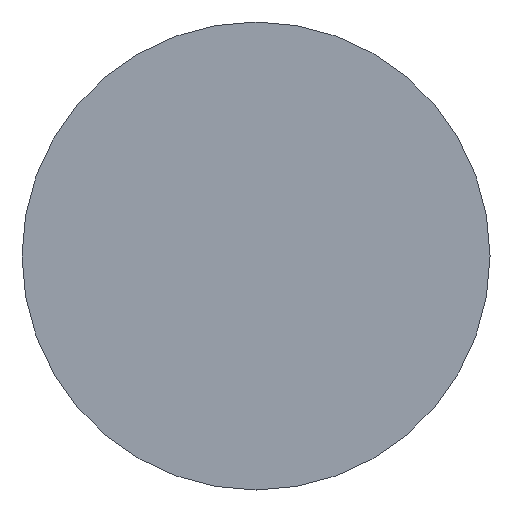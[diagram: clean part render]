
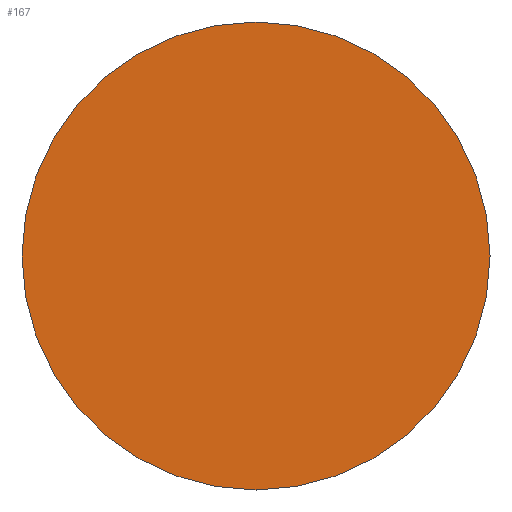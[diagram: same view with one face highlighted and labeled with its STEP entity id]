
A CAD part, front view. The second image highlights one B-rep face of the part: STEP entity #167.
In plain terms, the highlighted planar face has unit normal (0, -1, 0).
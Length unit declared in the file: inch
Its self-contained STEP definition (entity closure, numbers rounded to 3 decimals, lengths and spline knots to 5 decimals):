
#1 = EDGE_CURVE ( 'NONE', #117, #118, #129, .T. ) ;
#3 = CARTESIAN_POINT ( 'NONE',  ( 0., 0., 0. ) ) ;
#16 = DIRECTION ( 'NONE',  ( 0., 0., -1. ) ) ;
#18 = AXIS2_PLACEMENT_3D ( 'NONE', #116, #114, #16 ) ;
#30 = CIRCLE ( 'NONE', #228, 0.1875 ) ;
#41 = EDGE_LOOP ( 'NONE', ( #46, #246 ) ) ;
#46 = ORIENTED_EDGE ( 'NONE', *, *, #1, .T. ) ;
#53 = CARTESIAN_POINT ( 'NONE',  ( 0., 0., 0.1875 ) ) ;
#56 = EDGE_CURVE ( 'NONE', #118, #117, #30, .T. ) ;
#75 = DIRECTION ( 'NONE',  ( 0., 0., -1. ) ) ;
#79 = DIRECTION ( 'NONE',  ( 0., 0., -1. ) ) ;
#104 = DIRECTION ( 'NONE',  ( 0., -1., 0. ) ) ;
#106 = FACE_OUTER_BOUND ( 'NONE', #41, .T. ) ;
#114 = DIRECTION ( 'NONE',  ( 0., -1., 0. ) ) ;
#116 = CARTESIAN_POINT ( 'NONE',  ( 0., 0., 0. ) ) ;
#117 = VERTEX_POINT ( 'NONE', #209 ) ;
#118 = VERTEX_POINT ( 'NONE', #53 ) ;
#129 = CIRCLE ( 'NONE', #170, 0.1875 ) ;
#167 = ADVANCED_FACE ( 'NONE', ( #106 ), #195, .T. ) ;
#170 = AXIS2_PLACEMENT_3D ( 'NONE', #3, #104, #75 ) ;
#195 = PLANE ( 'NONE',  #18 ) ;
#196 = DIRECTION ( 'NONE',  ( 0., -1., 0. ) ) ;
#209 = CARTESIAN_POINT ( 'NONE',  ( 0., 0., -0.1875 ) ) ;
#228 = AXIS2_PLACEMENT_3D ( 'NONE', #244, #196, #79 ) ;
#244 = CARTESIAN_POINT ( 'NONE',  ( 0., 0., 0. ) ) ;
#246 = ORIENTED_EDGE ( 'NONE', *, *, #56, .T. ) ;
